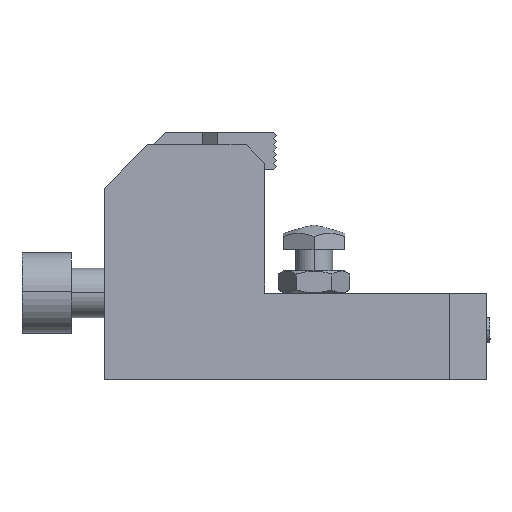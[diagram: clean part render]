
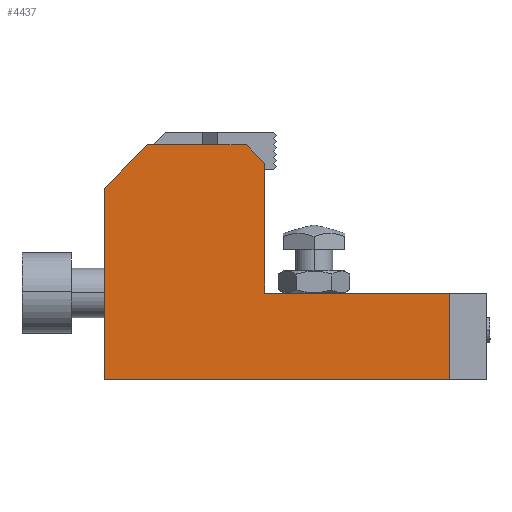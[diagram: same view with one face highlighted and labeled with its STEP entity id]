
A CAD part, front view. The second image highlights one B-rep face of the part: STEP entity #4437.
In plain terms, the highlighted planar face has unit normal (0, -1, 0).
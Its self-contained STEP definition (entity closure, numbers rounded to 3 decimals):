
#1 = ORIENTED_EDGE ( 'NONE', *, *, #3085, .T. ) ;
#84 = VECTOR ( 'NONE', #3882, 1000. ) ;
#251 = VECTOR ( 'NONE', #4270, 1000. ) ;
#293 = CARTESIAN_POINT ( 'NONE',  ( -49.5, -11., 31. ) ) ;
#327 = EDGE_LOOP ( 'NONE', ( #4471, #4754, #1497, #1, #2813, #1832, #1840, #2648 ) ) ;
#394 = VERTEX_POINT ( 'NONE', #3658 ) ;
#482 = CARTESIAN_POINT ( 'NONE',  ( -42.5, -11., 38. ) ) ;
#588 = VECTOR ( 'NONE', #5000, 1000. ) ;
#775 = VERTEX_POINT ( 'NONE', #293 ) ;
#844 = VECTOR ( 'NONE', #4339, 1000. ) ;
#999 = DIRECTION ( 'NONE',  ( 0., 0., -1. ) ) ;
#1005 = CARTESIAN_POINT ( 'NONE',  ( -23.5, -11., 38. ) ) ;
#1246 = CARTESIAN_POINT ( 'NONE',  ( -23.5, -11., 35. ) ) ;
#1417 = VERTEX_POINT ( 'NONE', #4420 ) ;
#1454 = EDGE_CURVE ( 'NONE', #775, #1417, #2132, .T. ) ;
#1497 = ORIENTED_EDGE ( 'NONE', *, *, #2376, .T. ) ;
#1590 = DIRECTION ( 'NONE',  ( -0.707, 0., 0.707 ) ) ;
#1706 = EDGE_CURVE ( 'NONE', #4004, #775, #3099, .T. ) ;
#1751 = CARTESIAN_POINT ( 'NONE',  ( -23.5, -11., 14. ) ) ;
#1792 = LINE ( 'NONE', #1005, #588 ) ;
#1832 = ORIENTED_EDGE ( 'NONE', *, *, #1706, .T. ) ;
#1840 = ORIENTED_EDGE ( 'NONE', *, *, #1454, .T. ) ;
#1843 = CARTESIAN_POINT ( 'NONE',  ( 12.5, -11., 0. ) ) ;
#2041 = CARTESIAN_POINT ( 'NONE',  ( 6.5, -11., 0. ) ) ;
#2132 = LINE ( 'NONE', #4996, #4877 ) ;
#2151 = CARTESIAN_POINT ( 'NONE',  ( -23.5, -11., 14. ) ) ;
#2189 = VERTEX_POINT ( 'NONE', #1246 ) ;
#2238 = LINE ( 'NONE', #1843, #3353 ) ;
#2253 = DIRECTION ( 'NONE',  ( 0., -1., 0. ) ) ;
#2353 = EDGE_CURVE ( 'NONE', #5161, #4004, #4215, .T. ) ;
#2359 = VECTOR ( 'NONE', #1590, 1000. ) ;
#2376 = EDGE_CURVE ( 'NONE', #4910, #2189, #1792, .T. ) ;
#2411 = EDGE_CURVE ( 'NONE', #1417, #3554, #2238, .T. ) ;
#2592 = PLANE ( 'NONE',  #3702 ) ;
#2648 = ORIENTED_EDGE ( 'NONE', *, *, #2411, .T. ) ;
#2728 = LINE ( 'NONE', #3481, #844 ) ;
#2813 = ORIENTED_EDGE ( 'NONE', *, *, #2353, .T. ) ;
#3085 = EDGE_CURVE ( 'NONE', #2189, #5161, #3224, .T. ) ;
#3099 = LINE ( 'NONE', #4286, #84 ) ;
#3224 = LINE ( 'NONE', #3690, #2359 ) ;
#3234 = EDGE_CURVE ( 'NONE', #394, #4910, #4991, .T. ) ;
#3342 = EDGE_CURVE ( 'NONE', #3554, #394, #2728, .T. ) ;
#3353 = VECTOR ( 'NONE', #5051, 1000. ) ;
#3410 = CARTESIAN_POINT ( 'NONE',  ( -39.5, -11., 26. ) ) ;
#3431 = DIRECTION ( 'NONE',  ( 1., 0., 0. ) ) ;
#3481 = CARTESIAN_POINT ( 'NONE',  ( 6.5, -11., 26. ) ) ;
#3554 = VERTEX_POINT ( 'NONE', #2041 ) ;
#3658 = CARTESIAN_POINT ( 'NONE',  ( 6.5, -11., 14. ) ) ;
#3660 = CARTESIAN_POINT ( 'NONE',  ( -26.5, -11., 38. ) ) ;
#3690 = CARTESIAN_POINT ( 'NONE',  ( -23.5, -11., 35. ) ) ;
#3702 = AXIS2_PLACEMENT_3D ( 'NONE', #3410, #2253, #3431 ) ;
#3882 = DIRECTION ( 'NONE',  ( -0.707, 0., -0.707 ) ) ;
#4004 = VERTEX_POINT ( 'NONE', #482 ) ;
#4215 = LINE ( 'NONE', #4973, #251 ) ;
#4270 = DIRECTION ( 'NONE',  ( -1., 0., 0. ) ) ;
#4286 = CARTESIAN_POINT ( 'NONE',  ( -42.5, -11., 38. ) ) ;
#4339 = DIRECTION ( 'NONE',  ( 0., 0., 1. ) ) ;
#4420 = CARTESIAN_POINT ( 'NONE',  ( -49.5, -11., 0. ) ) ;
#4437 = ADVANCED_FACE ( 'NONE', ( #4994 ), #2592, .T. ) ;
#4471 = ORIENTED_EDGE ( 'NONE', *, *, #3342, .T. ) ;
#4549 = VECTOR ( 'NONE', #4957, 1000. ) ;
#4754 = ORIENTED_EDGE ( 'NONE', *, *, #3234, .T. ) ;
#4877 = VECTOR ( 'NONE', #999, 1000. ) ;
#4910 = VERTEX_POINT ( 'NONE', #2151 ) ;
#4957 = DIRECTION ( 'NONE',  ( -1., 0., 0. ) ) ;
#4973 = CARTESIAN_POINT ( 'NONE',  ( -39.5, -11., 38. ) ) ;
#4991 = LINE ( 'NONE', #1751, #4549 ) ;
#4994 = FACE_OUTER_BOUND ( 'NONE', #327, .T. ) ;
#4996 = CARTESIAN_POINT ( 'NONE',  ( -49.5, -11., 26. ) ) ;
#5000 = DIRECTION ( 'NONE',  ( 0., 0., 1. ) ) ;
#5051 = DIRECTION ( 'NONE',  ( 1., 0., 0. ) ) ;
#5161 = VERTEX_POINT ( 'NONE', #3660 ) ;
